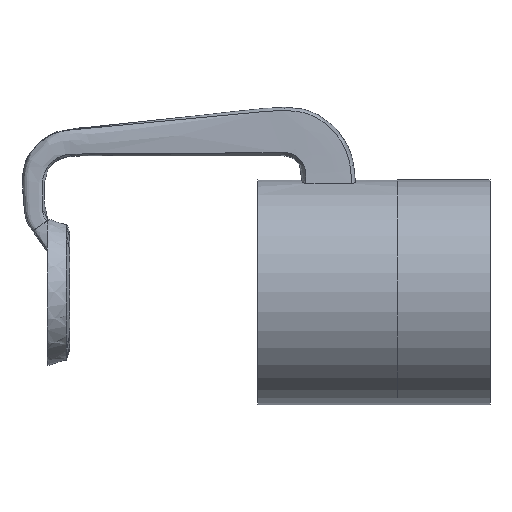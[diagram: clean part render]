
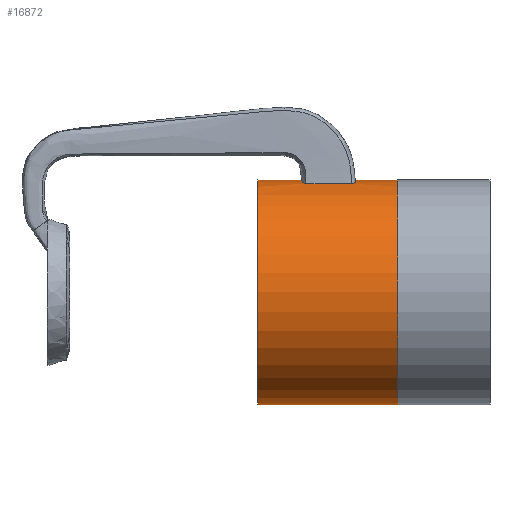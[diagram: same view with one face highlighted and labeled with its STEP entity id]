
A CAD part, left-side view. The second image highlights one B-rep face of the part: STEP entity #16872.
In plain terms, the highlighted cylindrical face has radius 61 mm (diameter 122 mm), a full revolution.
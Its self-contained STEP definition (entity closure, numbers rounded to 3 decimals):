
#309=B_SPLINE_CURVE_WITH_KNOTS('',3,(#26258,#26259,#26260,#26261,#26262,
#26263,#26264,#26265),.UNSPECIFIED.,.F.,.F.,(4,2,2,4),(2.243,
2.277,2.509,2.741),.UNSPECIFIED.);
#310=B_SPLINE_CURVE_WITH_KNOTS('',3,(#26268,#26269,#26270,#26271,#26272,
#26273,#26274,#26275),.UNSPECIFIED.,.F.,.F.,(4,2,2,4),(0.909,
1.141,1.372,1.406),.UNSPECIFIED.);
#311=B_SPLINE_CURVE_WITH_KNOTS('',3,(#26282,#26283,#26284,#26285,#26286,
#26287,#26288,#26289),.UNSPECIFIED.,.F.,.F.,(4,2,2,4),(2.733,
2.965,3.197,3.231),.UNSPECIFIED.);
#312=B_SPLINE_CURVE_WITH_KNOTS('',3,(#26291,#26292,#26293,#26294,#26295,
#26296,#26297,#26298),.UNSPECIFIED.,.F.,.F.,(4,2,2,4),(0.419,
0.452,0.684,0.916),.UNSPECIFIED.);
#604=FACE_BOUND('',#2510,.T.);
#1521=FACE_OUTER_BOUND('',#2509,.T.);
#2509=EDGE_LOOP('',(#12556,#12557,#12558,#12559));
#2510=EDGE_LOOP('',(#12560,#12561,#12562,#12563,#12564,#12565,#12566,#12567));
#3663=LINE('',#25225,#5209);
#3665=LINE('',#25233,#5211);
#3715=LINE('',#26300,#5261);
#5209=VECTOR('',#20194,10.);
#5211=VECTOR('',#20200,10.);
#5261=VECTOR('',#20472,63.);
#6681=CIRCLE('',#18035,61.);
#6689=CIRCLE('',#18050,61.);
#6727=CIRCLE('',#18119,61.);
#6728=CIRCLE('',#18123,61.);
#7486=VERTEX_POINT('',#25223);
#7487=VERTEX_POINT('',#25224);
#7490=VERTEX_POINT('',#25230);
#7491=VERTEX_POINT('',#25232);
#7514=VERTEX_POINT('',#25280);
#7534=VERTEX_POINT('',#25573);
#7584=VERTEX_POINT('',#26252);
#7585=VERTEX_POINT('',#26253);
#7586=VERTEX_POINT('',#26267);
#7587=VERTEX_POINT('',#26278);
#9283=EDGE_CURVE('',#7486,#7487,#3663,.T.);
#9287=EDGE_CURVE('',#7491,#7490,#3665,.T.);
#9311=EDGE_CURVE('',#7514,#7514,#6681,.T.);
#9337=EDGE_CURVE('',#7534,#7534,#6689,.T.);
#9427=EDGE_CURVE('',#7584,#7585,#6727,.F.);
#9430=EDGE_CURVE('',#7585,#7486,#309,.F.);
#9431=EDGE_CURVE('',#7487,#7586,#310,.F.);
#9433=EDGE_CURVE('',#7586,#7587,#6728,.F.);
#9435=EDGE_CURVE('',#7490,#7584,#311,.F.);
#9436=EDGE_CURVE('',#7587,#7491,#312,.F.);
#9437=EDGE_CURVE('',#7514,#7534,#3715,.T.);
#12556=ORIENTED_EDGE('',*,*,#9311,.F.);
#12557=ORIENTED_EDGE('',*,*,#9437,.T.);
#12558=ORIENTED_EDGE('',*,*,#9337,.T.);
#12559=ORIENTED_EDGE('',*,*,#9437,.F.);
#12560=ORIENTED_EDGE('',*,*,#9431,.T.);
#12561=ORIENTED_EDGE('',*,*,#9433,.T.);
#12562=ORIENTED_EDGE('',*,*,#9436,.T.);
#12563=ORIENTED_EDGE('',*,*,#9287,.T.);
#12564=ORIENTED_EDGE('',*,*,#9435,.T.);
#12565=ORIENTED_EDGE('',*,*,#9427,.T.);
#12566=ORIENTED_EDGE('',*,*,#9430,.T.);
#12567=ORIENTED_EDGE('',*,*,#9283,.T.);
#16481=CYLINDRICAL_SURFACE('',#18126,61.);
#16872=ADVANCED_FACE('',(#1521,#604),#16481,.T.);
#18035=AXIS2_PLACEMENT_3D('',#25281,#20244,#20245);
#18050=AXIS2_PLACEMENT_3D('',#25574,#20280,#20281);
#18119=AXIS2_PLACEMENT_3D('',#26254,#20452,#20453);
#18123=AXIS2_PLACEMENT_3D('',#26279,#20463,#20464);
#18126=AXIS2_PLACEMENT_3D('',#26299,#20470,#20471);
#20194=DIRECTION('',(0.,1.,0.));
#20200=DIRECTION('',(0.,-1.,0.));
#20244=DIRECTION('center_axis',(0.,-1.,0.));
#20245=DIRECTION('ref_axis',(1.,0.,0.));
#20280=DIRECTION('center_axis',(0.,-1.,0.));
#20281=DIRECTION('ref_axis',(1.,0.,0.));
#20452=DIRECTION('center_axis',(0.,1.,0.));
#20453=DIRECTION('ref_axis',(1.,0.,0.));
#20463=DIRECTION('center_axis',(0.,-1.,0.));
#20464=DIRECTION('ref_axis',(1.,0.,0.));
#20470=DIRECTION('center_axis',(0.,-1.,0.));
#20471=DIRECTION('ref_axis',(1.,0.,0.));
#20472=DIRECTION('',(0.,1.,0.));
#25223=CARTESIAN_POINT('',(-15.492,-34.978,59.));
#25224=CARTESIAN_POINT('',(-15.492,-10.022,59.));
#25225=CARTESIAN_POINT('',(-15.492,0.,59.));
#25230=CARTESIAN_POINT('',(15.492,-34.978,59.));
#25232=CARTESIAN_POINT('',(15.492,-10.022,59.));
#25233=CARTESIAN_POINT('',(15.492,0.,59.));
#25280=CARTESIAN_POINT('',(-61.,-60.,0.));
#25281=CARTESIAN_POINT('Origin',(0.,-60.,0.));
#25573=CARTESIAN_POINT('',(-61.,16.,0.));
#25574=CARTESIAN_POINT('Origin',(0.,16.,0.));
#26252=CARTESIAN_POINT('',(11.,-37.,60.));
#26253=CARTESIAN_POINT('',(-11.,-37.,60.));
#26254=CARTESIAN_POINT('Origin',(0.,-37.,0.));
#26258=CARTESIAN_POINT('Ctrl Pts',(-15.492,-34.978,59.));
#26259=CARTESIAN_POINT('Ctrl Pts',(-15.418,-35.062,
59.02));
#26260=CARTESIAN_POINT('Ctrl Pts',(-15.341,-35.143,
59.039));
#26261=CARTESIAN_POINT('Ctrl Pts',(-14.729,-35.761,
59.198));
#26262=CARTESIAN_POINT('Ctrl Pts',(-14.053,-36.228,
59.364));
#26263=CARTESIAN_POINT('Ctrl Pts',(-12.568,-36.847,59.696));
#26264=CARTESIAN_POINT('Ctrl Pts',(-11.76,-37.,59.861));
#26265=CARTESIAN_POINT('Ctrl Pts',(-11.,-37.,60.));
#26267=CARTESIAN_POINT('',(-11.,-8.,60.));
#26268=CARTESIAN_POINT('Ctrl Pts',(-11.,-8.,60.));
#26269=CARTESIAN_POINT('Ctrl Pts',(-11.76,-8.,59.861));
#26270=CARTESIAN_POINT('Ctrl Pts',(-12.568,-8.153,59.696));
#26271=CARTESIAN_POINT('Ctrl Pts',(-14.053,-8.772,
59.364));
#26272=CARTESIAN_POINT('Ctrl Pts',(-14.729,-9.239,
59.198));
#26273=CARTESIAN_POINT('Ctrl Pts',(-15.341,-9.857,
59.039));
#26274=CARTESIAN_POINT('Ctrl Pts',(-15.418,-9.938,59.02));
#26275=CARTESIAN_POINT('Ctrl Pts',(-15.492,-10.022,
59.));
#26278=CARTESIAN_POINT('',(11.,-8.,60.));
#26279=CARTESIAN_POINT('Origin',(0.,-8.,0.));
#26282=CARTESIAN_POINT('Ctrl Pts',(11.,-37.,60.));
#26283=CARTESIAN_POINT('Ctrl Pts',(11.76,-37.,59.861));
#26284=CARTESIAN_POINT('Ctrl Pts',(12.568,-36.847,59.696));
#26285=CARTESIAN_POINT('Ctrl Pts',(14.053,-36.228,59.364));
#26286=CARTESIAN_POINT('Ctrl Pts',(14.729,-35.761,59.198));
#26287=CARTESIAN_POINT('Ctrl Pts',(15.341,-35.143,59.039));
#26288=CARTESIAN_POINT('Ctrl Pts',(15.418,-35.062,59.02));
#26289=CARTESIAN_POINT('Ctrl Pts',(15.492,-34.978,59.));
#26291=CARTESIAN_POINT('Ctrl Pts',(15.492,-10.022,59.));
#26292=CARTESIAN_POINT('Ctrl Pts',(15.418,-9.938,59.02));
#26293=CARTESIAN_POINT('Ctrl Pts',(15.341,-9.857,59.039));
#26294=CARTESIAN_POINT('Ctrl Pts',(14.729,-9.239,59.198));
#26295=CARTESIAN_POINT('Ctrl Pts',(14.053,-8.772,59.364));
#26296=CARTESIAN_POINT('Ctrl Pts',(12.568,-8.153,59.696));
#26297=CARTESIAN_POINT('Ctrl Pts',(11.76,-8.,59.861));
#26298=CARTESIAN_POINT('Ctrl Pts',(11.,-8.,60.));
#26299=CARTESIAN_POINT('Origin',(0.,0.,0.));
#26300=CARTESIAN_POINT('',(-61.,0.,0.));
